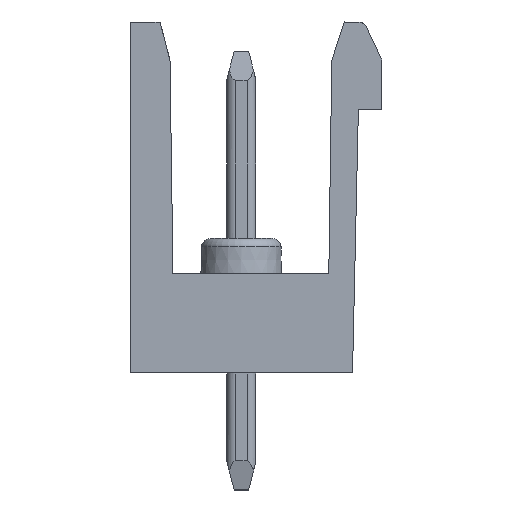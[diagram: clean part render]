
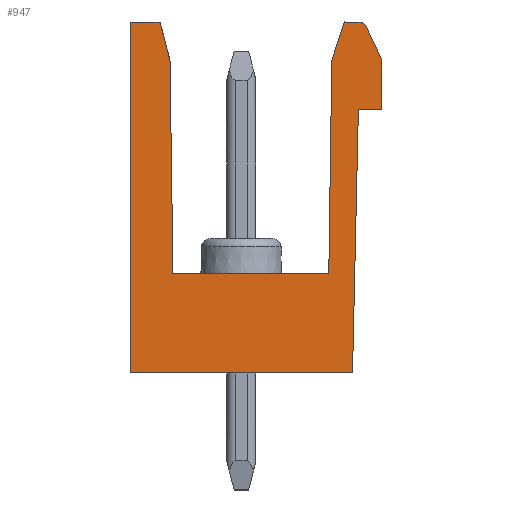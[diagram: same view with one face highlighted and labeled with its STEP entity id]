
A CAD part, left-side view. The second image highlights one B-rep face of the part: STEP entity #947.
In plain terms, the highlighted planar face has unit normal (-1, 0, 0).
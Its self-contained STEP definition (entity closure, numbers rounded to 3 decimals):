
#947=ADVANCED_FACE('',(#2177),#1657,.F.);
#1657=PLANE('',#13571);
#2177=FACE_OUTER_BOUND('',#2888,.T.);
#2888=EDGE_LOOP('',(#4451,#4452,#4453,#4454,#4455,#4456,#4457,#4458,#4459,
#4460,#4461,#4462,#4463,#4464,#4465,#4466));
#3659=CIRCLE('',#13570,0.3);
#4451=ORIENTED_EDGE('',*,*,#9427,.F.);
#4452=ORIENTED_EDGE('',*,*,#9428,.T.);
#4453=ORIENTED_EDGE('',*,*,#8954,.T.);
#4454=ORIENTED_EDGE('',*,*,#9292,.F.);
#4455=ORIENTED_EDGE('',*,*,#9429,.F.);
#4456=ORIENTED_EDGE('',*,*,#9405,.F.);
#4457=ORIENTED_EDGE('',*,*,#9402,.F.);
#4458=ORIENTED_EDGE('',*,*,#9399,.F.);
#4459=ORIENTED_EDGE('',*,*,#9426,.F.);
#4460=ORIENTED_EDGE('',*,*,#9430,.F.);
#4461=ORIENTED_EDGE('',*,*,#9431,.T.);
#4462=ORIENTED_EDGE('',*,*,#9432,.F.);
#4463=ORIENTED_EDGE('',*,*,#9433,.F.);
#4464=ORIENTED_EDGE('',*,*,#9321,.F.);
#4465=ORIENTED_EDGE('',*,*,#9320,.F.);
#4466=ORIENTED_EDGE('',*,*,#9319,.F.);
#7682=VERTEX_POINT('',#18619);
#7683=VERTEX_POINT('',#18621);
#7951=VERTEX_POINT('',#19514);
#7963=VERTEX_POINT('',#19555);
#7964=VERTEX_POINT('',#19557);
#7965=VERTEX_POINT('',#19559);
#7966=VERTEX_POINT('',#19561);
#8013=VERTEX_POINT('',#19675);
#8022=VERTEX_POINT('',#19707);
#8023=VERTEX_POINT('',#19711);
#8026=VERTEX_POINT('',#19718);
#8039=VERTEX_POINT('',#19761);
#8040=VERTEX_POINT('',#19765);
#8041=VERTEX_POINT('',#19769);
#8042=VERTEX_POINT('',#19771);
#8043=VERTEX_POINT('',#19773);
#8954=EDGE_CURVE('',#7683,#7682,#10870,.T.);
#9292=EDGE_CURVE('',#7951,#7682,#11066,.T.);
#9319=EDGE_CURVE('',#7963,#7964,#11073,.T.);
#9320=EDGE_CURVE('',#7964,#7965,#11074,.T.);
#9321=EDGE_CURVE('',#7965,#7966,#11075,.T.);
#9399=EDGE_CURVE('',#8022,#8013,#11113,.T.);
#9402=EDGE_CURVE('',#8013,#8023,#11116,.T.);
#9405=EDGE_CURVE('',#8023,#8026,#11119,.T.);
#9426=EDGE_CURVE('',#8039,#8022,#11137,.T.);
#9427=EDGE_CURVE('',#8040,#7963,#11138,.T.);
#9428=EDGE_CURVE('',#8040,#7683,#11139,.T.);
#9429=EDGE_CURVE('',#8026,#7951,#11140,.T.);
#9430=EDGE_CURVE('',#8041,#8039,#3659,.T.);
#9431=EDGE_CURVE('',#8041,#8042,#11141,.T.);
#9432=EDGE_CURVE('',#8043,#8042,#11142,.T.);
#9433=EDGE_CURVE('',#7966,#8043,#11143,.T.);
#10870=LINE('',#18620,#12096);
#11066=LINE('',#19515,#12292);
#11073=LINE('',#19556,#12299);
#11074=LINE('',#19558,#12300);
#11075=LINE('',#19560,#12301);
#11113=LINE('',#19708,#12339);
#11116=LINE('',#19714,#12342);
#11119=LINE('',#19720,#12345);
#11137=LINE('',#19762,#12363);
#11138=LINE('',#19764,#12364);
#11139=LINE('',#19766,#12365);
#11140=LINE('',#19767,#12366);
#11141=LINE('',#19770,#12367);
#11142=LINE('',#19772,#12368);
#11143=LINE('',#19774,#12369);
#12096=VECTOR('',#14680,1.);
#12292=VECTOR('',#15196,1.);
#12299=VECTOR('',#15247,1.);
#12300=VECTOR('',#15248,1.);
#12301=VECTOR('',#15249,1.);
#12339=VECTOR('',#15393,1.);
#12342=VECTOR('',#15398,1.);
#12345=VECTOR('',#15403,1.);
#12363=VECTOR('',#15443,1.);
#12364=VECTOR('',#15446,1.);
#12365=VECTOR('',#15447,1.);
#12366=VECTOR('',#15448,1.);
#12367=VECTOR('',#15451,1.);
#12368=VECTOR('',#15452,1.);
#12369=VECTOR('',#15453,1.);
#13570=AXIS2_PLACEMENT_3D('',#19768,#15449,#15450);
#13571=AXIS2_PLACEMENT_3D('',#19775,#15454,#15455);
#14680=DIRECTION('',(0.,1.,0.));
#15196=DIRECTION('',(0.,0.,1.));
#15247=DIRECTION('',(0.,-1.,0.));
#15248=DIRECTION('',(0.,-1.,0.));
#15249=DIRECTION('',(0.,-1.,0.));
#15393=DIRECTION('',(0.,0.,-1.));
#15398=DIRECTION('',(0.,1.,0.));
#15403=DIRECTION('',(0.,0.022,-1.));
#15443=DIRECTION('',(0.,-0.419,-0.908));
#15446=DIRECTION('',(0.,-0.014,-1.));
#15447=DIRECTION('',(0.,0.25,0.968));
#15448=DIRECTION('',(0.,1.,0.));
#15449=DIRECTION('',(1.,0.,0.));
#15450=DIRECTION('',(0.,0.,1.));
#15451=DIRECTION('',(0.,1.,0.));
#15452=DIRECTION('',(0.,-0.306,0.952));
#15453=DIRECTION('',(0.,-0.014,1.));
#15454=DIRECTION('',(1.,0.,0.));
#15455=DIRECTION('',(0.,-1.,0.));
#18619=CARTESIAN_POINT('',(0.,8.6,0.));
#18620=CARTESIAN_POINT('',(0.,6.85,0.));
#18621=CARTESIAN_POINT('',(0.,7.577,0.));
#19514=CARTESIAN_POINT('',(0.,8.6,-12.));
#19515=CARTESIAN_POINT('',(0.,8.6,-12.));
#19555=CARTESIAN_POINT('',(0.,7.139,-8.6));
#19556=CARTESIAN_POINT('',(0.,4.3,-8.6));
#19557=CARTESIAN_POINT('',(0.,5.3,-8.6));
#19558=CARTESIAN_POINT('',(0.,5.3,-8.6));
#19559=CARTESIAN_POINT('',(0.,4.3,-8.6));
#19560=CARTESIAN_POINT('',(0.,4.3,-8.6));
#19561=CARTESIAN_POINT('',(0.,1.811,-8.6));
#19675=CARTESIAN_POINT('',(0.,0.,-3.));
#19707=CARTESIAN_POINT('',(0.,0.,-1.3));
#19708=CARTESIAN_POINT('',(0.,0.,-1.3));
#19711=CARTESIAN_POINT('',(0.,0.8,-3.));
#19714=CARTESIAN_POINT('',(0.,0.,-3.));
#19718=CARTESIAN_POINT('',(0.,1.,-12.));
#19720=CARTESIAN_POINT('',(0.,0.8,-3.));
#19761=CARTESIAN_POINT('',(0.,0.52,-0.174));
#19762=CARTESIAN_POINT('',(0.,0.52,-0.174));
#19764=CARTESIAN_POINT('',(0.,7.172,-6.2));
#19765=CARTESIAN_POINT('',(0.,7.241,-1.3));
#19766=CARTESIAN_POINT('',(0.,5.916,-6.418));
#19767=CARTESIAN_POINT('',(0.,1.,-12.));
#19768=CARTESIAN_POINT('',(0.,0.792,-0.3));
#19769=CARTESIAN_POINT('',(0.,0.792,0.));
#19770=CARTESIAN_POINT('',(0.,0.792,0.));
#19771=CARTESIAN_POINT('',(0.,1.291,0.));
#19772=CARTESIAN_POINT('',(0.,1.709,-1.3));
#19773=CARTESIAN_POINT('',(0.,1.709,-1.3));
#19774=CARTESIAN_POINT('',(0.,1.846,-11.1));
#19775=CARTESIAN_POINT('',(0.,4.3,-6.));
